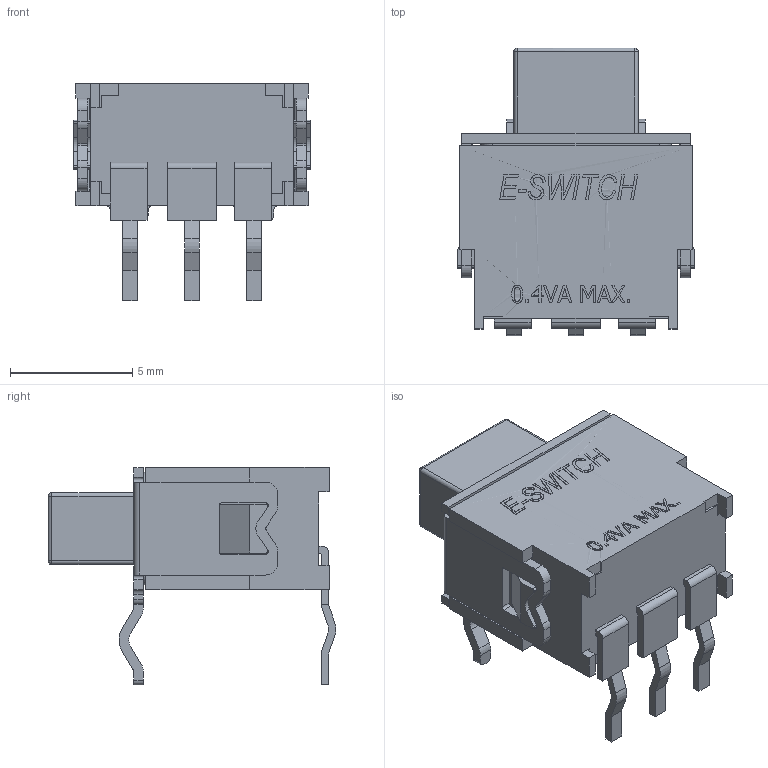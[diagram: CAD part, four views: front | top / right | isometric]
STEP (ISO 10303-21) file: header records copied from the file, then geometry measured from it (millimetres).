
FILE_DESCRIPTION((' '),'2;1');
FILE_NAME('500RSPxS1M6RE.stp','2017-07-28T08:55:01',(' '),(' '),' ','ACIS',' ');
FILE_SCHEMA(('CONFIG_CONTROL_DESIGN'));
Length unit declared in the file: inch
Products named in the file (1): 500RSPxS1M6RE.stp
Bounding box: 9.7 x 11.78 x 8.92 mm (x, y, z)
Volume: 367 mm3; surface area: 668.4 mm2
Topology: 1 solids, 2 shells, 547 faces, 1473 edges, 947 vertices
Faces by surface type: plane 398, cylinder 101, bspline 44, sphere 4
Entity records: 17157 total; most frequent: CARTESIAN_POINT 3479, ORIENTED_EDGE 2940, DIRECTION 2596, EDGE_CURVE 1470, VECTOR 1176, LINE 1176, VERTEX_POINT 945, AXIS2_PLACEMENT_3D 710
